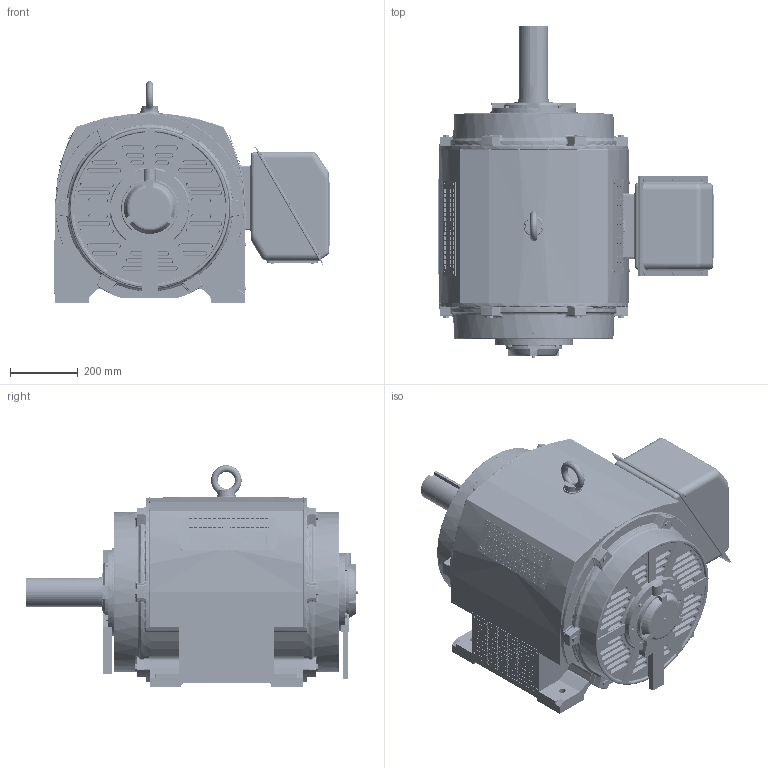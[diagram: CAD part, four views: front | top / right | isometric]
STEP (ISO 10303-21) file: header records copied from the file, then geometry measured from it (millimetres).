
FILE_DESCRIPTION(('CATIA V5 STEP Exchange'),'2;1');
FILE_NAME('3A043A502.stp','2014-04-02T09:27:03+00:00',('none'),('none'),'Unofficial Packaging Version','CATIA V5 STEP AP203','none');
FILE_SCHEMA(('CONFIG_CONTROL_DESIGN'));
Length unit declared in the file: millimetre
Products named in the file (1): #14
Bounding box: 816.35 x 978.61 x 653.39 mm (x, y, z)
Volume: 143471435.7 mm3; surface area: 4768495 mm2
Topology: 1 solids, 39 shells, 8235 faces, 22538 edges, 14687 vertices
Faces by surface type: plane 4070, cylinder 3379, torus 288, bspline 276, cone 172, sphere 46, revolution 4
Entity records: 268654 total; most frequent: CARTESIAN_POINT 69167, ORIENTED_EDGE 44896, DIRECTION 33843, EDGE_CURVE 22448, VERTEX_POINT 14687, AXIS2_PLACEMENT_3D 14008, VECTOR 13372, LINE 13372
